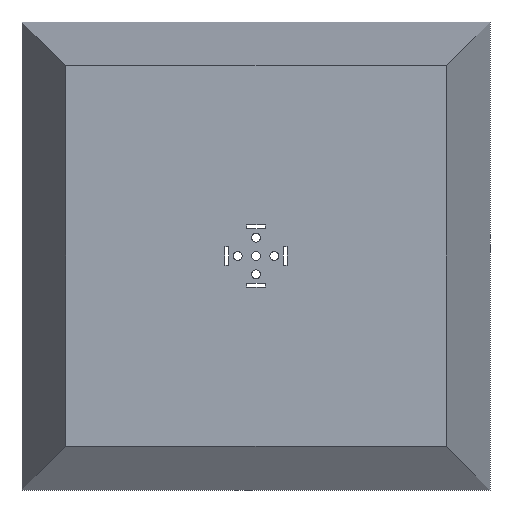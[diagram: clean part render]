
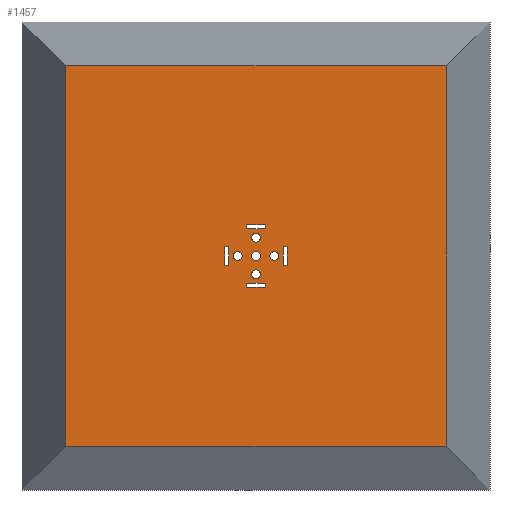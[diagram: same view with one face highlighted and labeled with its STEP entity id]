
A CAD part, front view. The second image highlights one B-rep face of the part: STEP entity #1457.
In plain terms, the highlighted planar face has unit normal (0, -1, 0).
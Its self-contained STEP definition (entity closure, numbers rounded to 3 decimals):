
#29=FACE_BOUND('',#220,.T.);
#30=FACE_BOUND('',#221,.T.);
#31=FACE_BOUND('',#222,.T.);
#32=FACE_BOUND('',#223,.T.);
#33=FACE_BOUND('',#224,.T.);
#34=FACE_BOUND('',#225,.T.);
#35=FACE_BOUND('',#226,.T.);
#36=FACE_BOUND('',#227,.T.);
#37=FACE_BOUND('',#228,.T.);
#68=PLANE('',#1594);
#138=FACE_OUTER_BOUND('',#219,.T.);
#219=EDGE_LOOP('',(#1179,#1180,#1181,#1182));
#220=EDGE_LOOP('',(#1183));
#221=EDGE_LOOP('',(#1184));
#222=EDGE_LOOP('',(#1185));
#223=EDGE_LOOP('',(#1186));
#224=EDGE_LOOP('',(#1187));
#225=EDGE_LOOP('',(#1188,#1189,#1190,#1191));
#226=EDGE_LOOP('',(#1192,#1193,#1194,#1195));
#227=EDGE_LOOP('',(#1196,#1197,#1198,#1199));
#228=EDGE_LOOP('',(#1200,#1201,#1202,#1203));
#290=CIRCLE('',#1543,0.3);
#292=CIRCLE('',#1546,0.3);
#294=CIRCLE('',#1549,0.3);
#296=CIRCLE('',#1552,0.3);
#298=CIRCLE('',#1555,0.3);
#372=LINE('',#2268,#527);
#376=LINE('',#2276,#531);
#379=LINE('',#2282,#534);
#383=LINE('',#2288,#538);
#387=LINE('',#2297,#542);
#388=LINE('',#2299,#543);
#389=LINE('',#2301,#544);
#390=LINE('',#2302,#545);
#391=LINE('',#2305,#546);
#392=LINE('',#2307,#547);
#393=LINE('',#2309,#548);
#394=LINE('',#2310,#549);
#395=LINE('',#2313,#550);
#396=LINE('',#2315,#551);
#397=LINE('',#2317,#552);
#398=LINE('',#2318,#553);
#399=LINE('',#2321,#554);
#400=LINE('',#2323,#555);
#401=LINE('',#2325,#556);
#402=LINE('',#2326,#557);
#527=VECTOR('',#1863,10.);
#531=VECTOR('',#1869,10.);
#534=VECTOR('',#1874,10.);
#538=VECTOR('',#1880,10.);
#542=VECTOR('',#1890,10.);
#543=VECTOR('',#1891,10.);
#544=VECTOR('',#1892,10.);
#545=VECTOR('',#1893,10.);
#546=VECTOR('',#1894,10.);
#547=VECTOR('',#1895,10.);
#548=VECTOR('',#1896,10.);
#549=VECTOR('',#1897,10.);
#550=VECTOR('',#1898,10.);
#551=VECTOR('',#1899,10.);
#552=VECTOR('',#1900,10.);
#553=VECTOR('',#1901,10.);
#554=VECTOR('',#1902,10.);
#555=VECTOR('',#1903,10.);
#556=VECTOR('',#1904,10.);
#557=VECTOR('',#1905,10.);
#667=VERTEX_POINT('',#2160);
#669=VERTEX_POINT('',#2166);
#671=VERTEX_POINT('',#2172);
#673=VERTEX_POINT('',#2178);
#675=VERTEX_POINT('',#2184);
#698=VERTEX_POINT('',#2266);
#699=VERTEX_POINT('',#2267);
#702=VERTEX_POINT('',#2275);
#704=VERTEX_POINT('',#2281);
#706=VERTEX_POINT('',#2295);
#707=VERTEX_POINT('',#2296);
#708=VERTEX_POINT('',#2298);
#709=VERTEX_POINT('',#2300);
#710=VERTEX_POINT('',#2303);
#711=VERTEX_POINT('',#2304);
#712=VERTEX_POINT('',#2306);
#713=VERTEX_POINT('',#2308);
#714=VERTEX_POINT('',#2311);
#715=VERTEX_POINT('',#2312);
#716=VERTEX_POINT('',#2314);
#717=VERTEX_POINT('',#2316);
#718=VERTEX_POINT('',#2319);
#719=VERTEX_POINT('',#2320);
#720=VERTEX_POINT('',#2322);
#721=VERTEX_POINT('',#2324);
#820=EDGE_CURVE('',#667,#667,#290,.T.);
#823=EDGE_CURVE('',#669,#669,#292,.T.);
#826=EDGE_CURVE('',#671,#671,#294,.T.);
#829=EDGE_CURVE('',#673,#673,#296,.T.);
#832=EDGE_CURVE('',#675,#675,#298,.T.);
#870=EDGE_CURVE('',#698,#699,#372,.T.);
#874=EDGE_CURVE('',#699,#702,#376,.T.);
#877=EDGE_CURVE('',#702,#704,#379,.T.);
#881=EDGE_CURVE('',#704,#698,#383,.T.);
#885=EDGE_CURVE('',#706,#707,#387,.T.);
#886=EDGE_CURVE('',#707,#708,#388,.T.);
#887=EDGE_CURVE('',#708,#709,#389,.T.);
#888=EDGE_CURVE('',#709,#706,#390,.T.);
#889=EDGE_CURVE('',#710,#711,#391,.T.);
#890=EDGE_CURVE('',#711,#712,#392,.T.);
#891=EDGE_CURVE('',#712,#713,#393,.T.);
#892=EDGE_CURVE('',#713,#710,#394,.T.);
#893=EDGE_CURVE('',#714,#715,#395,.T.);
#894=EDGE_CURVE('',#715,#716,#396,.T.);
#895=EDGE_CURVE('',#716,#717,#397,.T.);
#896=EDGE_CURVE('',#717,#714,#398,.T.);
#897=EDGE_CURVE('',#718,#719,#399,.T.);
#898=EDGE_CURVE('',#719,#720,#400,.T.);
#899=EDGE_CURVE('',#720,#721,#401,.T.);
#900=EDGE_CURVE('',#721,#718,#402,.T.);
#1179=ORIENTED_EDGE('',*,*,#870,.F.);
#1180=ORIENTED_EDGE('',*,*,#881,.F.);
#1181=ORIENTED_EDGE('',*,*,#877,.F.);
#1182=ORIENTED_EDGE('',*,*,#874,.F.);
#1183=ORIENTED_EDGE('',*,*,#820,.T.);
#1184=ORIENTED_EDGE('',*,*,#823,.T.);
#1185=ORIENTED_EDGE('',*,*,#826,.T.);
#1186=ORIENTED_EDGE('',*,*,#829,.T.);
#1187=ORIENTED_EDGE('',*,*,#832,.T.);
#1188=ORIENTED_EDGE('',*,*,#885,.T.);
#1189=ORIENTED_EDGE('',*,*,#886,.T.);
#1190=ORIENTED_EDGE('',*,*,#887,.T.);
#1191=ORIENTED_EDGE('',*,*,#888,.T.);
#1192=ORIENTED_EDGE('',*,*,#889,.T.);
#1193=ORIENTED_EDGE('',*,*,#890,.T.);
#1194=ORIENTED_EDGE('',*,*,#891,.T.);
#1195=ORIENTED_EDGE('',*,*,#892,.T.);
#1196=ORIENTED_EDGE('',*,*,#893,.T.);
#1197=ORIENTED_EDGE('',*,*,#894,.T.);
#1198=ORIENTED_EDGE('',*,*,#895,.T.);
#1199=ORIENTED_EDGE('',*,*,#896,.T.);
#1200=ORIENTED_EDGE('',*,*,#897,.T.);
#1201=ORIENTED_EDGE('',*,*,#898,.T.);
#1202=ORIENTED_EDGE('',*,*,#899,.T.);
#1203=ORIENTED_EDGE('',*,*,#900,.T.);
#1457=ADVANCED_FACE('',(#138,#29,#30,#31,#32,#33,#34,#35,#36,#37),#68,.T.);
#1543=AXIS2_PLACEMENT_3D('',#2162,#1743,#1744);
#1546=AXIS2_PLACEMENT_3D('',#2168,#1750,#1751);
#1549=AXIS2_PLACEMENT_3D('',#2174,#1757,#1758);
#1552=AXIS2_PLACEMENT_3D('',#2180,#1764,#1765);
#1555=AXIS2_PLACEMENT_3D('',#2186,#1771,#1772);
#1594=AXIS2_PLACEMENT_3D('',#2294,#1888,#1889);
#1743=DIRECTION('center_axis',(0.,1.,0.));
#1744=DIRECTION('ref_axis',(0.,0.,-1.));
#1750=DIRECTION('center_axis',(0.,1.,0.));
#1751=DIRECTION('ref_axis',(0.,0.,-1.));
#1757=DIRECTION('center_axis',(0.,1.,0.));
#1758=DIRECTION('ref_axis',(0.,0.,-1.));
#1764=DIRECTION('center_axis',(0.,1.,0.));
#1765=DIRECTION('ref_axis',(0.,0.,-1.));
#1771=DIRECTION('center_axis',(0.,1.,0.));
#1772=DIRECTION('ref_axis',(0.,0.,-1.));
#1863=DIRECTION('',(1.,0.,0.));
#1869=DIRECTION('',(0.,0.,-1.));
#1874=DIRECTION('',(-1.,0.,0.));
#1880=DIRECTION('',(0.,0.,1.));
#1888=DIRECTION('center_axis',(0.,-1.,0.));
#1889=DIRECTION('ref_axis',(0.,0.,-1.));
#1890=DIRECTION('',(1.,0.,0.));
#1891=DIRECTION('',(0.,0.,-1.));
#1892=DIRECTION('',(-1.,0.,0.));
#1893=DIRECTION('',(0.,0.,1.));
#1894=DIRECTION('',(1.,0.,0.));
#1895=DIRECTION('',(0.,0.,-1.));
#1896=DIRECTION('',(-1.,0.,0.));
#1897=DIRECTION('',(0.,0.,1.));
#1898=DIRECTION('',(-1.,0.,0.));
#1899=DIRECTION('',(0.,0.,1.));
#1900=DIRECTION('',(1.,0.,0.));
#1901=DIRECTION('',(0.,0.,-1.));
#1902=DIRECTION('',(0.,0.,1.));
#1903=DIRECTION('',(1.,0.,0.));
#1904=DIRECTION('',(0.,0.,-1.));
#1905=DIRECTION('',(-1.,0.,0.));
#2160=CARTESIAN_POINT('',(119.25,-107.644,-133.7));
#2162=CARTESIAN_POINT('Origin',(119.25,-107.644,-134.));
#2166=CARTESIAN_POINT('',(118.,-107.644,-134.95));
#2168=CARTESIAN_POINT('Origin',(118.,-107.644,-135.25));
#2172=CARTESIAN_POINT('',(118.,-107.644,-133.7));
#2174=CARTESIAN_POINT('Origin',(118.,-107.644,-134.));
#2178=CARTESIAN_POINT('',(116.75,-107.644,-133.7));
#2180=CARTESIAN_POINT('Origin',(116.75,-107.644,-134.));
#2184=CARTESIAN_POINT('',(118.,-107.644,-132.45));
#2186=CARTESIAN_POINT('Origin',(118.,-107.644,-132.75));
#2266=CARTESIAN_POINT('',(105.,-107.644,-121.));
#2267=CARTESIAN_POINT('',(131.,-107.644,-121.));
#2268=CARTESIAN_POINT('',(110.,-107.644,-121.));
#2275=CARTESIAN_POINT('',(131.,-107.644,-147.));
#2276=CARTESIAN_POINT('',(131.,-107.644,-126.));
#2281=CARTESIAN_POINT('',(105.,-107.644,-147.));
#2282=CARTESIAN_POINT('',(126.,-107.644,-147.));
#2288=CARTESIAN_POINT('',(105.,-107.644,-142.));
#2294=CARTESIAN_POINT('Origin',(118.,-107.644,-134.));
#2295=CARTESIAN_POINT('',(119.875,-107.644,-133.375));
#2296=CARTESIAN_POINT('',(120.125,-107.644,-133.375));
#2297=CARTESIAN_POINT('',(119.062,-107.644,-133.375));
#2298=CARTESIAN_POINT('',(120.125,-107.644,-134.625));
#2299=CARTESIAN_POINT('',(120.125,-107.644,-134.313));
#2300=CARTESIAN_POINT('',(119.875,-107.644,-134.625));
#2301=CARTESIAN_POINT('',(118.937,-107.644,-134.625));
#2302=CARTESIAN_POINT('',(119.875,-107.644,-133.688));
#2303=CARTESIAN_POINT('',(117.375,-107.644,-135.875));
#2304=CARTESIAN_POINT('',(118.625,-107.644,-135.875));
#2305=CARTESIAN_POINT('',(118.312,-107.644,-135.875));
#2306=CARTESIAN_POINT('',(118.625,-107.644,-136.125));
#2307=CARTESIAN_POINT('',(118.625,-107.644,-135.063));
#2308=CARTESIAN_POINT('',(117.375,-107.644,-136.125));
#2309=CARTESIAN_POINT('',(117.687,-107.644,-136.125));
#2310=CARTESIAN_POINT('',(117.375,-107.644,-134.938));
#2311=CARTESIAN_POINT('',(116.125,-107.644,-134.625));
#2312=CARTESIAN_POINT('',(115.875,-107.644,-134.625));
#2313=CARTESIAN_POINT('',(116.937,-107.644,-134.625));
#2314=CARTESIAN_POINT('',(115.875,-107.644,-133.375));
#2315=CARTESIAN_POINT('',(115.875,-107.644,-133.688));
#2316=CARTESIAN_POINT('',(116.125,-107.644,-133.375));
#2317=CARTESIAN_POINT('',(117.062,-107.644,-133.375));
#2318=CARTESIAN_POINT('',(116.125,-107.644,-134.313));
#2319=CARTESIAN_POINT('',(117.375,-107.644,-132.125));
#2320=CARTESIAN_POINT('',(117.375,-107.644,-131.875));
#2321=CARTESIAN_POINT('',(117.375,-107.644,-132.938));
#2322=CARTESIAN_POINT('',(118.625,-107.644,-131.875));
#2323=CARTESIAN_POINT('',(118.312,-107.644,-131.875));
#2324=CARTESIAN_POINT('',(118.625,-107.644,-132.125));
#2325=CARTESIAN_POINT('',(118.625,-107.644,-133.063));
#2326=CARTESIAN_POINT('',(117.687,-107.644,-132.125));
